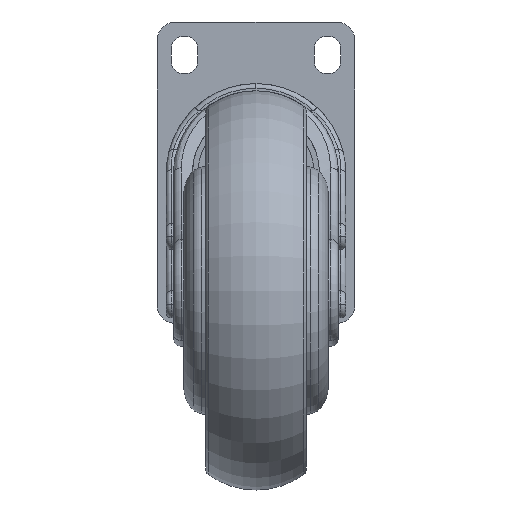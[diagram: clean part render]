
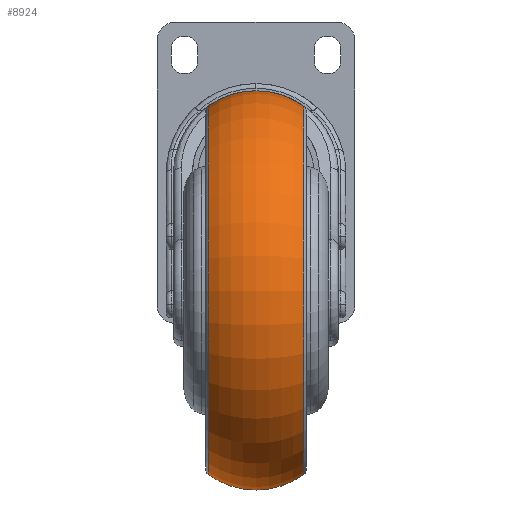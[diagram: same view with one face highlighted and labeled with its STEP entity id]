
A CAD part, front view. The second image highlights one B-rep face of the part: STEP entity #8924.
In plain terms, the highlighted toroidal (fillet/blend) face has major radius 37.6 mm and minor radius 25.9 mm.
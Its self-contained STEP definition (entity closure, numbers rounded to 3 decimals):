
#761 = DIRECTION ( 'NONE',  ( 0., 1., 0. ) ) ;
#764 = ORIENTED_EDGE ( 'NONE', *, *, #1773, .T. ) ;
#793 = AXIS2_PLACEMENT_3D ( 'NONE', #3623, #6550, #9516 ) ;
#1067 = DIRECTION ( 'NONE',  ( 0., 0., -1. ) ) ;
#1773 = EDGE_CURVE ( 'NONE', #2593, #8386, #1898, .T. ) ;
#1774 = CARTESIAN_POINT ( 'NONE',  ( 15.172, 0., 58.591 ) ) ;
#1898 = CIRCLE ( 'NONE', #3291, 58.591 ) ;
#1915 = CARTESIAN_POINT ( 'NONE',  ( -15.172, 0., 0. ) ) ;
#1916 = DIRECTION ( 'NONE',  ( 0., 0., -1. ) ) ;
#2182 = EDGE_CURVE ( 'NONE', #7662, #7365, #6635, .T. ) ;
#2298 = CIRCLE ( 'NONE', #3541, 25.9 ) ;
#2503 = AXIS2_PLACEMENT_3D ( 'NONE', #5572, #8527, #1916 ) ;
#2593 = VERTEX_POINT ( 'NONE', #4747 ) ;
#3059 = ORIENTED_EDGE ( 'NONE', *, *, #2182, .F. ) ;
#3119 = AXIS2_PLACEMENT_3D ( 'NONE', #4703, #7656, #1067 ) ;
#3291 = AXIS2_PLACEMENT_3D ( 'NONE', #1915, #4851, #7807 ) ;
#3541 = AXIS2_PLACEMENT_3D ( 'NONE', #7355, #761, #3690 ) ;
#3623 = CARTESIAN_POINT ( 'NONE',  ( 0., 0., 0. ) ) ;
#3690 = DIRECTION ( 'NONE',  ( 0., 0., 1. ) ) ;
#3844 = EDGE_CURVE ( 'NONE', #2593, #7662, #2298, .T. ) ;
#3912 = ORIENTED_EDGE ( 'NONE', *, *, #7679, .T. ) ;
#4137 = CARTESIAN_POINT ( 'NONE',  ( 15.172, 0., -58.591 ) ) ;
#4339 = FACE_OUTER_BOUND ( 'NONE', #9289, .T. ) ;
#4703 = CARTESIAN_POINT ( 'NONE',  ( 0., 0., -37.6 ) ) ;
#4747 = CARTESIAN_POINT ( 'NONE',  ( -15.172, 0., 58.591 ) ) ;
#4851 = DIRECTION ( 'NONE',  ( 1., 0., 0. ) ) ;
#4935 = TOROIDAL_SURFACE ( 'NONE', #793, 37.6, 25.9 ) ;
#5572 = CARTESIAN_POINT ( 'NONE',  ( 15.172, 0., 0. ) ) ;
#6550 = DIRECTION ( 'NONE',  ( 1., 0., 0. ) ) ;
#6566 = ORIENTED_EDGE ( 'NONE', *, *, #3844, .F. ) ;
#6635 = CIRCLE ( 'NONE', #2503, 58.591 ) ;
#7271 = CIRCLE ( 'NONE', #3119, 25.9 ) ;
#7355 = CARTESIAN_POINT ( 'NONE',  ( 0., 0., 37.6 ) ) ;
#7365 = VERTEX_POINT ( 'NONE', #4137 ) ;
#7656 = DIRECTION ( 'NONE',  ( 0., -1., 0. ) ) ;
#7662 = VERTEX_POINT ( 'NONE', #1774 ) ;
#7679 = EDGE_CURVE ( 'NONE', #8386, #7365, #7271, .T. ) ;
#7807 = DIRECTION ( 'NONE',  ( 0., 0., -1. ) ) ;
#8148 = CARTESIAN_POINT ( 'NONE',  ( -15.172, 0., -58.591 ) ) ;
#8386 = VERTEX_POINT ( 'NONE', #8148 ) ;
#8527 = DIRECTION ( 'NONE',  ( 1., 0., 0. ) ) ;
#8924 = ADVANCED_FACE ( 'NONE', ( #4339 ), #4935, .T. ) ;
#9289 = EDGE_LOOP ( 'NONE', ( #6566, #764, #3912, #3059 ) ) ;
#9516 = DIRECTION ( 'NONE',  ( 0., 0., -1. ) ) ;
